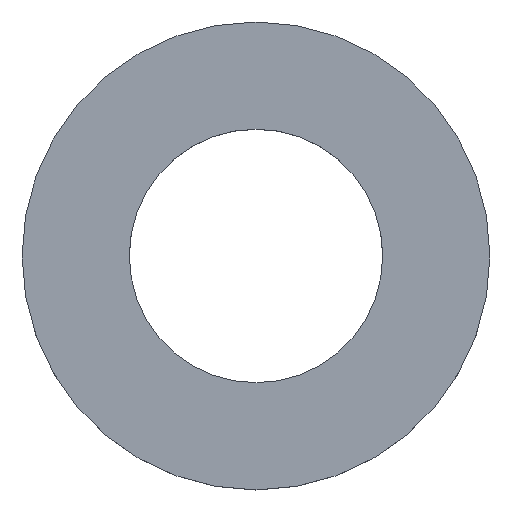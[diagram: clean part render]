
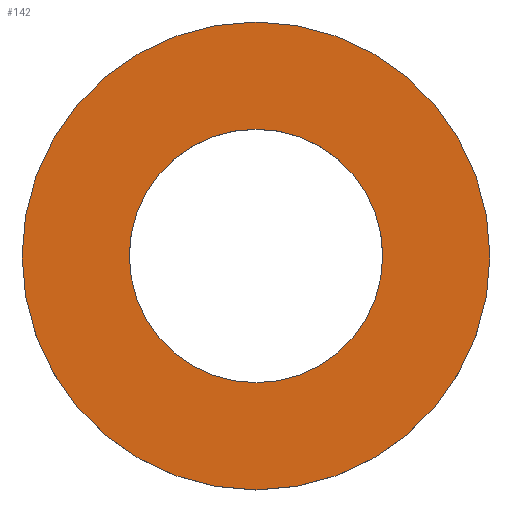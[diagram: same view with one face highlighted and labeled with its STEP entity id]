
A CAD part, top view. The second image highlights one B-rep face of the part: STEP entity #142.
In plain terms, the highlighted planar face has unit normal (0, 0, 1).
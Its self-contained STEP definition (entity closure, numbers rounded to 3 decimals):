
#6 = CARTESIAN_POINT ( 'NONE',  ( 6.5, 0., 2.7 ) ) ;
#16 = DIRECTION ( 'NONE',  ( 1., 0., 0. ) ) ;
#30 = CARTESIAN_POINT ( 'NONE',  ( 0., 0., 2.7 ) ) ;
#35 = EDGE_LOOP ( 'NONE', ( #244, #46 ) ) ;
#38 = DIRECTION ( 'NONE',  ( 0., 0., 1. ) ) ;
#46 = ORIENTED_EDGE ( 'NONE', *, *, #163, .T. ) ;
#52 = DIRECTION ( 'NONE',  ( 1., 0., 0. ) ) ;
#55 = DIRECTION ( 'NONE',  ( 0., 0., 1. ) ) ;
#67 = AXIS2_PLACEMENT_3D ( 'NONE', #187, #38, #112 ) ;
#92 = VERTEX_POINT ( 'NONE', #106 ) ;
#93 = DIRECTION ( 'NONE',  ( 0., 0., 1. ) ) ;
#105 = DIRECTION ( 'NONE',  ( 1., 0., 0. ) ) ;
#106 = CARTESIAN_POINT ( 'NONE',  ( -6.5, 0., 2.7 ) ) ;
#108 = ORIENTED_EDGE ( 'NONE', *, *, #248, .F. ) ;
#110 = EDGE_CURVE ( 'NONE', #224, #196, #118, .T. ) ;
#112 = DIRECTION ( 'NONE',  ( 1., 0., 0. ) ) ;
#115 = CARTESIAN_POINT ( 'NONE',  ( 0., 0., 2.7 ) ) ;
#116 = DIRECTION ( 'NONE',  ( 1., 0., 0. ) ) ;
#117 = AXIS2_PLACEMENT_3D ( 'NONE', #219, #55, #105 ) ;
#118 = CIRCLE ( 'NONE', #117, 12. ) ;
#119 = CIRCLE ( 'NONE', #189, 12. ) ;
#125 = AXIS2_PLACEMENT_3D ( 'NONE', #134, #242, #116 ) ;
#131 = CIRCLE ( 'NONE', #67, 6.5 ) ;
#134 = CARTESIAN_POINT ( 'NONE',  ( 0., 0., 2.7 ) ) ;
#136 = FACE_OUTER_BOUND ( 'NONE', #35, .T. ) ;
#142 = ADVANCED_FACE ( 'NONE', ( #136, #195 ), #236, .T. ) ;
#145 = DIRECTION ( 'NONE',  ( 0., 0., 1. ) ) ;
#163 = EDGE_CURVE ( 'NONE', #196, #224, #119, .T. ) ;
#165 = VERTEX_POINT ( 'NONE', #6 ) ;
#167 = AXIS2_PLACEMENT_3D ( 'NONE', #30, #145, #52 ) ;
#187 = CARTESIAN_POINT ( 'NONE',  ( 0., 0., 2.7 ) ) ;
#189 = AXIS2_PLACEMENT_3D ( 'NONE', #115, #93, #16 ) ;
#190 = ORIENTED_EDGE ( 'NONE', *, *, #206, .F. ) ;
#195 = FACE_BOUND ( 'NONE', #235, .T. ) ;
#196 = VERTEX_POINT ( 'NONE', #218 ) ;
#206 = EDGE_CURVE ( 'NONE', #92, #165, #223, .T. ) ;
#207 = CARTESIAN_POINT ( 'NONE',  ( -12., 0., 2.7 ) ) ;
#218 = CARTESIAN_POINT ( 'NONE',  ( 12., 0., 2.7 ) ) ;
#219 = CARTESIAN_POINT ( 'NONE',  ( 0., 0., 2.7 ) ) ;
#223 = CIRCLE ( 'NONE', #125, 6.5 ) ;
#224 = VERTEX_POINT ( 'NONE', #207 ) ;
#235 = EDGE_LOOP ( 'NONE', ( #190, #108 ) ) ;
#236 = PLANE ( 'NONE',  #167 ) ;
#242 = DIRECTION ( 'NONE',  ( 0., 0., 1. ) ) ;
#244 = ORIENTED_EDGE ( 'NONE', *, *, #110, .T. ) ;
#248 = EDGE_CURVE ( 'NONE', #165, #92, #131, .T. ) ;
